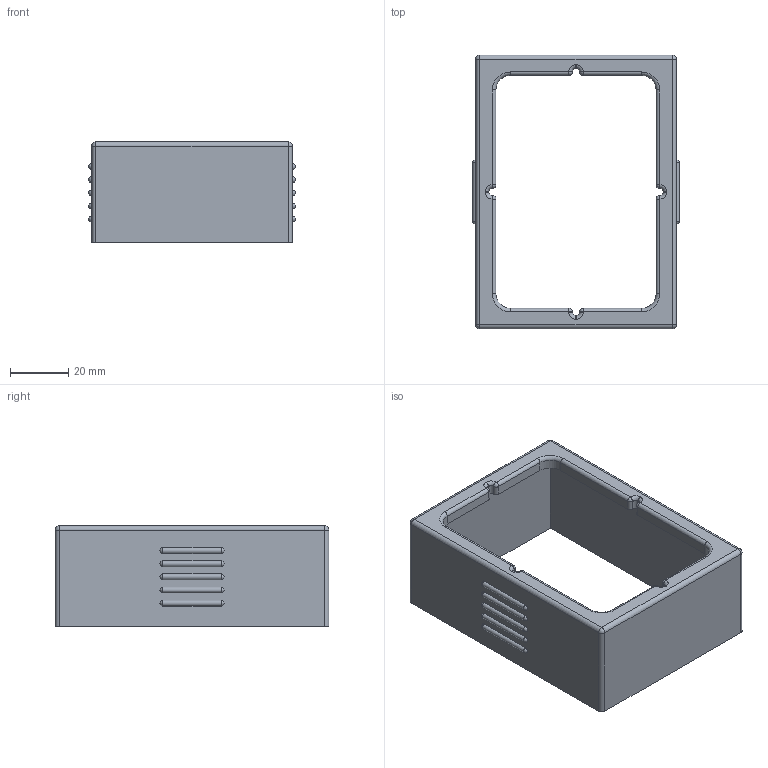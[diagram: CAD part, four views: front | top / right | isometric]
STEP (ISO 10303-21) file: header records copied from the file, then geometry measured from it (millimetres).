
FILE_DESCRIPTION(/* description */ (''),/* implementation_level */ '2;1');
FILE_NAME(/* name */ 'Stylish Belt Synth - Battery Doors - Outside Positive Walls.step',/* time_stamp */ '2020-03-31T01:22:44-07:00',/* author */ (''),/* organization */ (''),/* preprocessor_version */ 'ST-DEVELOPER v18',/* originating_system */ 'Autodesk Translation Framework v8.12.0.6',/* authorisation */ '');
FILE_SCHEMA (('AUTOMOTIVE_DESIGN { 1 0 10303 214 3 1 1 }'));
Length unit declared in the file: millimetre
Products named in the file (3): Stylish Belt Synth V4 Plastic Enclosure; Molds for Molds; Right Battery Door
Assembly tree (2 placements, depth 3):
  Stylish Belt Synth V4 Plastic Enclosure
    Molds for Molds
      Right Battery Door
Bounding box: 71 x 94 x 34.5 mm (x, y, z)
Volume: 47537.5 mm3; surface area: 25026 mm2
Topology: 1 solids, 1 shells, 136 faces, 344 edges, 180 vertices
Faces by surface type: cylinder 58, plane 34, sphere 32, torus 12
Entity records: 3836 total; most frequent: DIRECTION 734, CARTESIAN_POINT 625, ORIENTED_EDGE 608, EDGE_CURVE 304, AXIS2_PLACEMENT_3D 289, VERTEX_POINT 180, LINE 156, VECTOR 156
